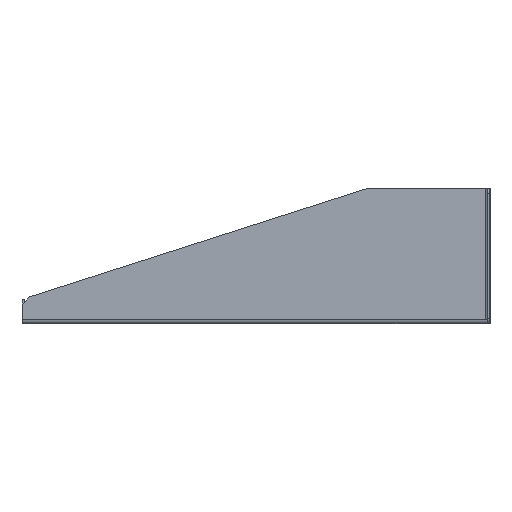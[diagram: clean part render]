
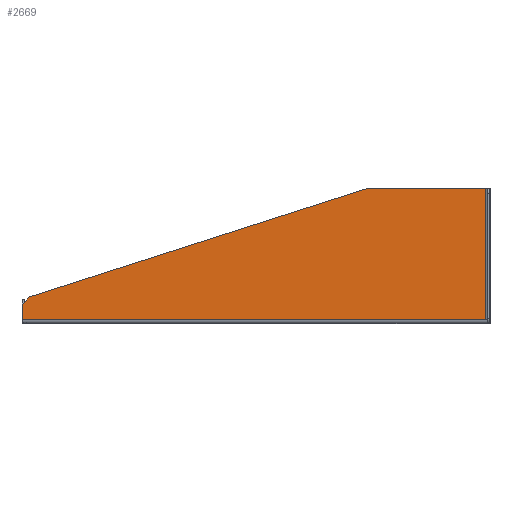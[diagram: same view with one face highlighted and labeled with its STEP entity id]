
A CAD part, left-side view. The second image highlights one B-rep face of the part: STEP entity #2669.
In plain terms, the highlighted planar face has unit normal (-1, 0, 0).
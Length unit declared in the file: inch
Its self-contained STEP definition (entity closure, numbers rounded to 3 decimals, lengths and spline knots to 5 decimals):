
#252 = LINE ( 'NONE', #4951, #8351 ) ;
#644 = ORIENTED_EDGE ( 'NONE', *, *, #4185, .T. ) ;
#841 = CARTESIAN_POINT ( 'NONE',  ( -8.75, -5.928, 0.06249 ) ) ;
#1009 = AXIS2_PLACEMENT_3D ( 'NONE', #11902, #4364, #3402 ) ;
#1222 = DIRECTION ( 'NONE',  ( 0., 1., 0. ) ) ;
#1672 = CARTESIAN_POINT ( 'NONE',  ( -8.75, -2.889, 3.468 ) ) ;
#2141 = EDGE_LOOP ( 'NONE', ( #10586, #15618, #4029, #7191, #644, #6779, #15026 ) ) ;
#2486 = DIRECTION ( 'NONE',  ( 0., 1., 0. ) ) ;
#2534 = EDGE_CURVE ( 'NONE', #4980, #4117, #252, .T. ) ;
#2669 = ADVANCED_FACE ( 'NONE', ( #7943 ), #4582, .T. ) ;
#3059 = CARTESIAN_POINT ( 'NONE',  ( -8.75, -5.928, 3.468 ) ) ;
#3402 = DIRECTION ( 'NONE',  ( 0., 0., 1. ) ) ;
#3888 = EDGE_CURVE ( 'NONE', #14870, #7539, #10925, .T. ) ;
#3973 = CARTESIAN_POINT ( 'NONE',  ( -8.75, -5.928, 0.108 ) ) ;
#4029 = ORIENTED_EDGE ( 'NONE', *, *, #3888, .T. ) ;
#4117 = VERTEX_POINT ( 'NONE', #7893 ) ;
#4172 = DIRECTION ( 'NONE',  ( 0., 0., 1. ) ) ;
#4185 = EDGE_CURVE ( 'NONE', #9633, #4117, #9159, .T. ) ;
#4364 = DIRECTION ( 'NONE',  ( -1., 0., 0. ) ) ;
#4582 = PLANE ( 'NONE',  #1009 ) ;
#4629 = EDGE_CURVE ( 'NONE', #7539, #9633, #5631, .T. ) ;
#4951 = CARTESIAN_POINT ( 'NONE',  ( -8.75, -5.964, 0.108 ) ) ;
#4980 = VERTEX_POINT ( 'NONE', #3973 ) ;
#5382 = EDGE_CURVE ( 'NONE', #4980, #9168, #14917, .T. ) ;
#5499 = CARTESIAN_POINT ( 'NONE',  ( -8.75, 5.964, 0.072 ) ) ;
#5631 = LINE ( 'NONE', #14307, #14567 ) ;
#6157 = CARTESIAN_POINT ( 'NONE',  ( -8.75, -5.964, 3.468 ) ) ;
#6430 = VECTOR ( 'NONE', #14241, 39.37008 ) ;
#6779 = ORIENTED_EDGE ( 'NONE', *, *, #2534, .F. ) ;
#7017 = CARTESIAN_POINT ( 'NONE',  ( -8.75, -5.928, 0.10808 ) ) ;
#7191 = ORIENTED_EDGE ( 'NONE', *, *, #4629, .T. ) ;
#7258 = DIRECTION ( 'NONE',  ( 0., 0.952, -0.306 ) ) ;
#7338 = CARTESIAN_POINT ( 'NONE',  ( -8.75, 6.12775, 0.57241 ) ) ;
#7539 = VERTEX_POINT ( 'NONE', #9514 ) ;
#7573 = VECTOR ( 'NONE', #7258, 39.37008 ) ;
#7893 = CARTESIAN_POINT ( 'NONE',  ( -8.75, 5.964, 0.108 ) ) ;
#7929 = LINE ( 'NONE', #841, #12208 ) ;
#7943 = FACE_OUTER_BOUND ( 'NONE', #2141, .T. ) ;
#7988 = EDGE_CURVE ( 'NONE', #10702, #14870, #9814, .T. ) ;
#8351 = VECTOR ( 'NONE', #2486, 39.37008 ) ;
#9159 = LINE ( 'NONE', #5499, #6430 ) ;
#9168 = VERTEX_POINT ( 'NONE', #7017 ) ;
#9514 = CARTESIAN_POINT ( 'NONE',  ( -8.75, 5.77987, 0.68413 ) ) ;
#9633 = VERTEX_POINT ( 'NONE', #11941 ) ;
#9814 = LINE ( 'NONE', #6157, #12904 ) ;
#10586 = ORIENTED_EDGE ( 'NONE', *, *, #14992, .T. ) ;
#10702 = VERTEX_POINT ( 'NONE', #3059 ) ;
#10925 = LINE ( 'NONE', #7338, #7573 ) ;
#11251 = CARTESIAN_POINT ( 'NONE',  ( -8.75, -5.928, 0.10808 ) ) ;
#11730 = VECTOR ( 'NONE', #4172, 39.37008 ) ;
#11902 = CARTESIAN_POINT ( 'NONE',  ( -8.75, 5.964, 0.06249 ) ) ;
#11941 = CARTESIAN_POINT ( 'NONE',  ( -8.75, 5.964, 0.5 ) ) ;
#12208 = VECTOR ( 'NONE', #15249, 39.37008 ) ;
#12904 = VECTOR ( 'NONE', #1222, 39.37008 ) ;
#14241 = DIRECTION ( 'NONE',  ( 0., 0., -1. ) ) ;
#14307 = CARTESIAN_POINT ( 'NONE',  ( -8.75, 5.77987, 0.68413 ) ) ;
#14567 = VECTOR ( 'NONE', #15273, 39.37008 ) ;
#14870 = VERTEX_POINT ( 'NONE', #1672 ) ;
#14917 = LINE ( 'NONE', #11251, #11730 ) ;
#14992 = EDGE_CURVE ( 'NONE', #9168, #10702, #7929, .T. ) ;
#15026 = ORIENTED_EDGE ( 'NONE', *, *, #5382, .T. ) ;
#15249 = DIRECTION ( 'NONE',  ( 0., 0., 1. ) ) ;
#15273 = DIRECTION ( 'NONE',  ( 0., 0.707, -0.707 ) ) ;
#15618 = ORIENTED_EDGE ( 'NONE', *, *, #7988, .T. ) ;
